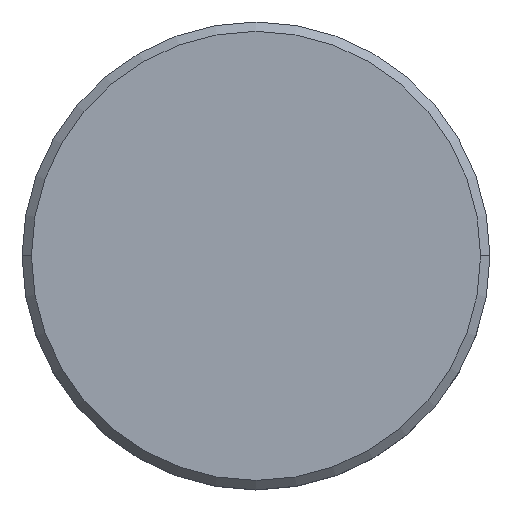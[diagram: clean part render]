
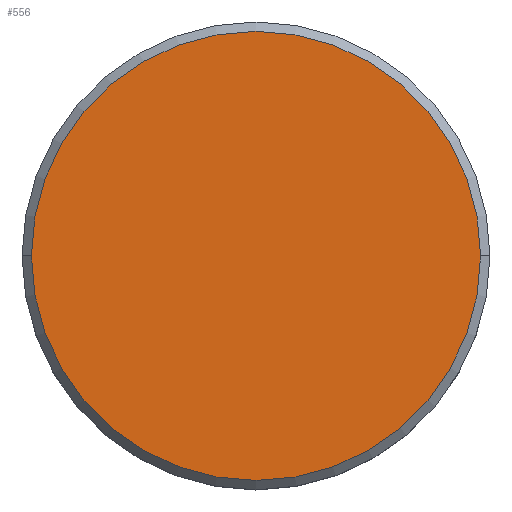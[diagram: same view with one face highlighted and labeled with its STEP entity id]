
A CAD part, top view. The second image highlights one B-rep face of the part: STEP entity #556.
In plain terms, the highlighted planar face has unit normal (0, 0, 1).
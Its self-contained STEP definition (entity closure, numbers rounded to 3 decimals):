
#159 = DIRECTION ( 'NONE',  ( 0., 0., 1. ) ) ;
#201 = EDGE_CURVE ( 'NONE', #520, #493, #1029, .T. ) ;
#232 = EDGE_CURVE ( 'NONE', #493, #520, #406, .T. ) ;
#360 = CARTESIAN_POINT ( 'NONE',  ( 0., 0., 0. ) ) ;
#406 = CIRCLE ( 'NONE', #575, 12. ) ;
#435 = ORIENTED_EDGE ( 'NONE', *, *, #201, .T. ) ;
#460 = ORIENTED_EDGE ( 'NONE', *, *, #232, .T. ) ;
#464 = DIRECTION ( 'NONE',  ( 1., 0., 0. ) ) ;
#493 = VERTEX_POINT ( 'NONE', #933 ) ;
#520 = VERTEX_POINT ( 'NONE', #698 ) ;
#556 = ADVANCED_FACE ( 'NONE', ( #781 ), #789, .T. ) ;
#575 = AXIS2_PLACEMENT_3D ( 'NONE', #360, #721, #464 ) ;
#675 = CARTESIAN_POINT ( 'NONE',  ( 0., 0., 0. ) ) ;
#698 = CARTESIAN_POINT ( 'NONE',  ( 12., 0., 0. ) ) ;
#721 = DIRECTION ( 'NONE',  ( 0., 0., 1. ) ) ;
#741 = EDGE_LOOP ( 'NONE', ( #460, #435 ) ) ;
#761 = DIRECTION ( 'NONE',  ( 0., 0., 1. ) ) ;
#781 = FACE_OUTER_BOUND ( 'NONE', #741, .T. ) ;
#789 = PLANE ( 'NONE',  #1011 ) ;
#870 = DIRECTION ( 'NONE',  ( 1., 0., 0. ) ) ;
#933 = CARTESIAN_POINT ( 'NONE',  ( -12., 0., 0. ) ) ;
#994 = AXIS2_PLACEMENT_3D ( 'NONE', #1089, #159, #1160 ) ;
#1011 = AXIS2_PLACEMENT_3D ( 'NONE', #675, #761, #870 ) ;
#1029 = CIRCLE ( 'NONE', #994, 12. ) ;
#1089 = CARTESIAN_POINT ( 'NONE',  ( 0., 0., 0. ) ) ;
#1160 = DIRECTION ( 'NONE',  ( 1., 0., 0. ) ) ;
